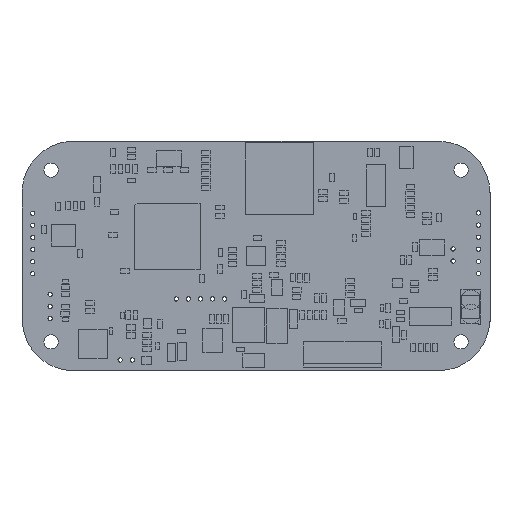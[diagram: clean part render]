
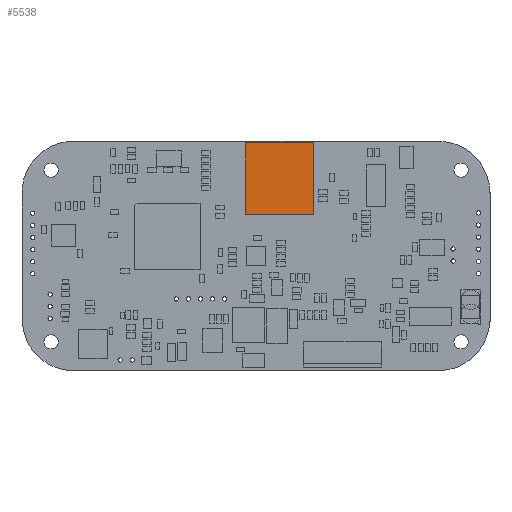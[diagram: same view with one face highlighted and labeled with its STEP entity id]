
A CAD part, top view. The second image highlights one B-rep face of the part: STEP entity #5538.
In plain terms, the highlighted planar face has unit normal (0, 0, 1).
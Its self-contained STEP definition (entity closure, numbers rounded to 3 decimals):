
#5313 = VERTEX_POINT('',#5314);
#5314 = CARTESIAN_POINT('',(7.153,-7.493,1.73));
#5320 = EDGE_CURVE('',#5313,#5321,#5323,.T.);
#5321 = VERTEX_POINT('',#5322);
#5322 = CARTESIAN_POINT('',(7.132,-7.513,1.73));
#5323 = LINE('',#5324,#5325);
#5324 = CARTESIAN_POINT('',(7.153,-7.493,1.73));
#5325 = VECTOR('',#5326,1.);
#5326 = DIRECTION('',(-0.707,-0.707,0.));
#5351 = EDGE_CURVE('',#5321,#5352,#5354,.T.);
#5352 = VERTEX_POINT('',#5353);
#5353 = CARTESIAN_POINT('',(-7.188,-7.513,1.73));
#5354 = LINE('',#5355,#5356);
#5355 = CARTESIAN_POINT('',(7.132,-7.513,1.73));
#5356 = VECTOR('',#5357,1.);
#5357 = DIRECTION('',(-1.,0.,0.));
#5382 = EDGE_CURVE('',#5352,#5383,#5385,.T.);
#5383 = VERTEX_POINT('',#5384);
#5384 = CARTESIAN_POINT('',(-7.188,7.478,1.73));
#5385 = LINE('',#5386,#5387);
#5386 = CARTESIAN_POINT('',(-7.188,-7.513,1.73));
#5387 = VECTOR('',#5388,1.);
#5388 = DIRECTION('',(0.,1.,0.));
#5413 = EDGE_CURVE('',#5383,#5414,#5416,.T.);
#5414 = VERTEX_POINT('',#5415);
#5415 = CARTESIAN_POINT('',(-7.153,7.513,1.73));
#5416 = LINE('',#5417,#5418);
#5417 = CARTESIAN_POINT('',(-7.188,7.478,1.73));
#5418 = VECTOR('',#5419,1.);
#5419 = DIRECTION('',(0.707,0.707,0.));
#5444 = EDGE_CURVE('',#5414,#5445,#5447,.T.);
#5445 = VERTEX_POINT('',#5446);
#5446 = CARTESIAN_POINT('',(7.117,7.513,1.73));
#5447 = LINE('',#5448,#5449);
#5448 = CARTESIAN_POINT('',(-7.153,7.513,1.73));
#5449 = VECTOR('',#5450,1.);
#5450 = DIRECTION('',(1.,0.,0.));
#5475 = EDGE_CURVE('',#5445,#5476,#5478,.T.);
#5476 = VERTEX_POINT('',#5477);
#5477 = CARTESIAN_POINT('',(7.188,7.442,1.73));
#5478 = LINE('',#5479,#5480);
#5479 = CARTESIAN_POINT('',(7.117,7.513,1.73));
#5480 = VECTOR('',#5481,1.);
#5481 = DIRECTION('',(0.707,-0.707,0.));
#5506 = EDGE_CURVE('',#5476,#5313,#5507,.T.);
#5507 = LINE('',#5508,#5509);
#5508 = CARTESIAN_POINT('',(7.188,7.442,1.73));
#5509 = VECTOR('',#5510,1.);
#5510 = DIRECTION('',(-0.002,-1.,0.));
#5538 = ADVANCED_FACE('',(#5539),#5548,.T.);
#5539 = FACE_BOUND('',#5540,.F.);
#5540 = EDGE_LOOP('',(#5541,#5542,#5543,#5544,#5545,#5546,#5547));
#5541 = ORIENTED_EDGE('',*,*,#5320,.T.);
#5542 = ORIENTED_EDGE('',*,*,#5351,.T.);
#5543 = ORIENTED_EDGE('',*,*,#5382,.T.);
#5544 = ORIENTED_EDGE('',*,*,#5413,.T.);
#5545 = ORIENTED_EDGE('',*,*,#5444,.T.);
#5546 = ORIENTED_EDGE('',*,*,#5475,.T.);
#5547 = ORIENTED_EDGE('',*,*,#5506,.T.);
#5548 = PLANE('',#5549);
#5549 = AXIS2_PLACEMENT_3D('',#5550,#5551,#5552);
#5550 = CARTESIAN_POINT('',(7.153,-7.493,1.73));
#5551 = DIRECTION('',(0.,0.,1.));
#5552 = DIRECTION('',(1.,0.,0.));
